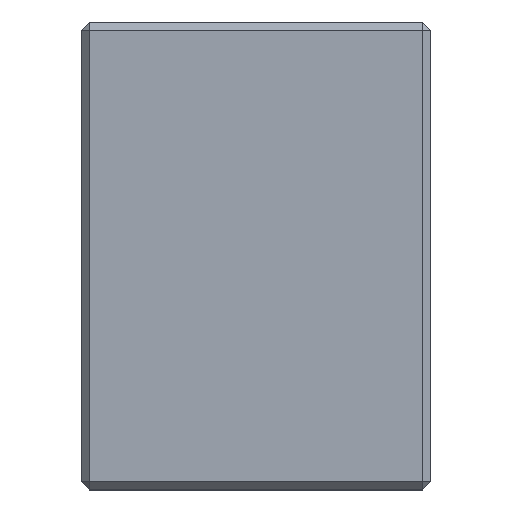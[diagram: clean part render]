
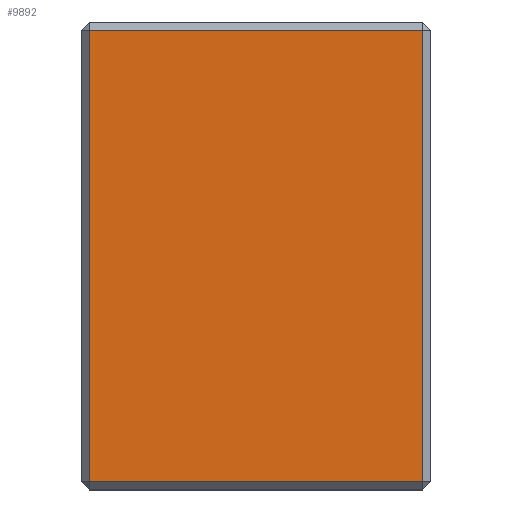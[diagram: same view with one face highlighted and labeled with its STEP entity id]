
A CAD part, left-side view. The second image highlights one B-rep face of the part: STEP entity #9892.
In plain terms, the highlighted planar face has unit normal (-1, 0, 0).
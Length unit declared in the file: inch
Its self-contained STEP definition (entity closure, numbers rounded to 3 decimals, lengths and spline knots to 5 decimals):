
#131 = DIRECTION ( 'NONE',  ( 0., 0., -1. ) ) ;
#203 = ORIENTED_EDGE ( 'NONE', *, *, #3161, .T. ) ;
#1183 = DIRECTION ( 'NONE',  ( 1., 0., 0. ) ) ;
#1560 = LINE ( 'NONE', #7009, #2203 ) ;
#1698 = DIRECTION ( 'NONE',  ( 0., -1., 0. ) ) ;
#2024 = VERTEX_POINT ( 'NONE', #4960 ) ;
#2203 = VECTOR ( 'NONE', #2796, 39.37008 ) ;
#2437 = ORIENTED_EDGE ( 'NONE', *, *, #8584, .T. ) ;
#2796 = DIRECTION ( 'NONE',  ( 0., 0., -1. ) ) ;
#3054 = DIRECTION ( 'NONE',  ( 0., 1., 0. ) ) ;
#3161 = EDGE_CURVE ( 'NONE', #10273, #13654, #1560, .T. ) ;
#3278 = VERTEX_POINT ( 'NONE', #6298 ) ;
#3861 = LINE ( 'NONE', #6025, #4765 ) ;
#4264 = LINE ( 'NONE', #7279, #7604 ) ;
#4765 = VECTOR ( 'NONE', #1698, 39.37008 ) ;
#4960 = CARTESIAN_POINT ( 'NONE',  ( 0., 0.01, 0.28134 ) ) ;
#5286 = ORIENTED_EDGE ( 'NONE', *, *, #5440, .T. ) ;
#5432 = PLANE ( 'NONE',  #13715 ) ;
#5440 = EDGE_CURVE ( 'NONE', #3278, #2024, #4264, .T. ) ;
#6025 = CARTESIAN_POINT ( 'NONE',  ( 0., 0.435, -0.28134 ) ) ;
#6162 = CARTESIAN_POINT ( 'NONE',  ( 0., 0.425, 0.28134 ) ) ;
#6298 = CARTESIAN_POINT ( 'NONE',  ( 0., 0.01, -0.28134 ) ) ;
#7009 = CARTESIAN_POINT ( 'NONE',  ( 0., 0.425, 0.29134 ) ) ;
#7279 = CARTESIAN_POINT ( 'NONE',  ( 0., 0.01, 0.29134 ) ) ;
#7377 = CARTESIAN_POINT ( 'NONE',  ( 0., 0.425, -0.28134 ) ) ;
#7604 = VECTOR ( 'NONE', #12744, 39.37008 ) ;
#8584 = EDGE_CURVE ( 'NONE', #2024, #10273, #12661, .T. ) ;
#8779 = VECTOR ( 'NONE', #3054, 39.37008 ) ;
#8849 = EDGE_LOOP ( 'NONE', ( #2437, #203, #11458, #5286 ) ) ;
#9892 = ADVANCED_FACE ( 'NONE', ( #10394 ), #5432, .F. ) ;
#10273 = VERTEX_POINT ( 'NONE', #6162 ) ;
#10394 = FACE_OUTER_BOUND ( 'NONE', #8849, .T. ) ;
#10758 = CARTESIAN_POINT ( 'NONE',  ( 0., 0.435, 0.29134 ) ) ;
#11458 = ORIENTED_EDGE ( 'NONE', *, *, #11988, .T. ) ;
#11464 = CARTESIAN_POINT ( 'NONE',  ( 0., 0.435, 0.28134 ) ) ;
#11988 = EDGE_CURVE ( 'NONE', #13654, #3278, #3861, .T. ) ;
#12661 = LINE ( 'NONE', #11464, #8779 ) ;
#12744 = DIRECTION ( 'NONE',  ( 0., 0., 1. ) ) ;
#13654 = VERTEX_POINT ( 'NONE', #7377 ) ;
#13715 = AXIS2_PLACEMENT_3D ( 'NONE', #10758, #1183, #131 ) ;
